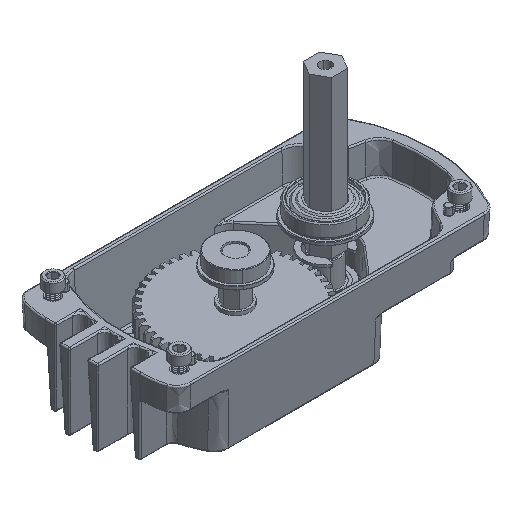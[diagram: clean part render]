
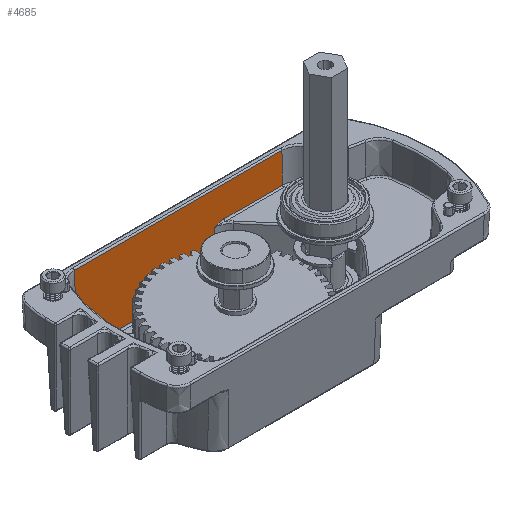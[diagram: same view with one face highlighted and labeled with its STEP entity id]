
A CAD part, isometric view. The second image highlights one B-rep face of the part: STEP entity #4685.
In plain terms, the highlighted face is planar.
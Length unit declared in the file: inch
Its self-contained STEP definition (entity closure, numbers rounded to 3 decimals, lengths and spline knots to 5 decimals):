
#151 = CARTESIAN_POINT ( 'NONE',  ( 1.30492, -0.60779, -1.29087 ) ) ;
#555 = VERTEX_POINT ( 'NONE', #11617 ) ;
#770 = VERTEX_POINT ( 'NONE', #3623 ) ;
#783 = EDGE_CURVE ( 'NONE', #14305, #29225, #36593, .T. ) ;
#2573 = CARTESIAN_POINT ( 'NONE',  ( 1.32418, 1.50626, -0.73927 ) ) ;
#3249 = ORIENTED_EDGE ( 'NONE', *, *, #7435, .T. ) ;
#3393 = CARTESIAN_POINT ( 'NONE',  ( 1.31787, 1.50213, -0.92007 ) ) ;
#3623 = CARTESIAN_POINT ( 'NONE',  ( 1.33094, -1.12611, -0.54587 ) ) ;
#4104 = CARTESIAN_POINT ( 'NONE',  ( 1.33054, -1.05305, -0.55724 ) ) ;
#4548 = ORIENTED_EDGE ( 'NONE', *, *, #46401, .T. ) ;
#4605 = VECTOR ( 'NONE', #61944, 39.37008 ) ;
#4620 = DIRECTION ( 'NONE',  ( 0., -1., 0. ) ) ;
#4685 = ADVANCED_FACE ( 'NONE', ( #33874 ), #40557, .T. ) ;
#4976 = CARTESIAN_POINT ( 'NONE',  ( 1.32925, -0.95571, -0.59413 ) ) ;
#5137 = VERTEX_POINT ( 'NONE', #25232 ) ;
#5312 = CARTESIAN_POINT ( 'NONE',  ( 1.33094, -1.12611, -0.54587 ) ) ;
#6337 = LINE ( 'NONE', #55680, #78208 ) ;
#6821 = ORIENTED_EDGE ( 'NONE', *, *, #66039, .T. ) ;
#7435 = EDGE_CURVE ( 'NONE', #555, #9954, #23887, .T. ) ;
#7622 = CARTESIAN_POINT ( 'NONE',  ( 1.31156, 1.00058, -1.10087 ) ) ;
#8035 = CARTESIAN_POINT ( 'NONE',  ( 1.31069, 0.92364, -1.12575 ) ) ;
#9954 = VERTEX_POINT ( 'NONE', #78934 ) ;
#10059 = CARTESIAN_POINT ( 'NONE',  ( 1.34294, 1.51847, -0.20224 ) ) ;
#10073 = LINE ( 'NONE', #80285, #25314 ) ;
#10487 = LINE ( 'NONE', #67333, #58364 ) ;
#11617 = CARTESIAN_POINT ( 'NONE',  ( 1.33094, -2.16742, -0.54587 ) ) ;
#12945 = CARTESIAN_POINT ( 'NONE',  ( 1.31156, -0.94758, -1.10087 ) ) ;
#14305 = VERTEX_POINT ( 'NONE', #12945 ) ;
#14716 = CARTESIAN_POINT ( 'NONE',  ( 1.31156, 0.99023, -1.10087 ) ) ;
#15882 = DIRECTION ( 'NONE',  ( 0.035, 0., 0.999 ) ) ;
#17173 = EDGE_CURVE ( 'NONE', #5137, #63954, #17178, .T. ) ;
#17178 = LINE ( 'NONE', #61492, #51280 ) ;
#17465 = CARTESIAN_POINT ( 'NONE',  ( 1.32966, -0.9831, -0.58246 ) ) ;
#19653 = ORIENTED_EDGE ( 'NONE', *, *, #17173, .T. ) ;
#20351 = CARTESIAN_POINT ( 'NONE',  ( 1.31156, -0.71774, -1.10087 ) ) ;
#21135 = B_SPLINE_CURVE_WITH_KNOTS ( 'NONE', 3,
 ( #34742, #10059, #22195, #66098, #2573, #3393, #79040 ),
 .UNSPECIFIED., .F., .F.,
 ( 4, 3, 4 ),
 ( 0.00061, 0.0142, 0.02799 ),
 .UNSPECIFIED. ) ;
#21554 = CARTESIAN_POINT ( 'NONE',  ( 1.30987, 0.89011, -1.14913 ) ) ;
#21565 = CARTESIAN_POINT ( 'NONE',  ( 1.31028, -0.63441, -1.13738 ) ) ;
#22195 = CARTESIAN_POINT ( 'NONE',  ( 1.33672, 1.51443, -0.38036 ) ) ;
#23200 = LINE ( 'NONE', #34942, #81182 ) ;
#23627 = CARTESIAN_POINT ( 'NONE',  ( 1.34916, 1.5225, -0.02413 ) ) ;
#23887 = LINE ( 'NONE', #62777, #4605 ) ;
#25232 = CARTESIAN_POINT ( 'NONE',  ( 1.30492, 0.87803, -1.29087 ) ) ;
#25314 = VECTOR ( 'NONE', #36801, 39.37008 ) ;
#28158 = LINE ( 'NONE', #40290, #81913 ) ;
#29225 = VERTEX_POINT ( 'NONE', #4976 ) ;
#30401 = CARTESIAN_POINT ( 'NONE',  ( 1.33006, -1.01055, -0.57089 ) ) ;
#31728 = CARTESIAN_POINT ( 'NONE',  ( 1.31156, -0.72809, -1.10087 ) ) ;
#33538 = CARTESIAN_POINT ( 'NONE',  ( 1.31028, 0.90681, -1.13739 ) ) ;
#33541 = EDGE_CURVE ( 'NONE', #34175, #77632, #21135, .T. ) ;
#33874 = FACE_OUTER_BOUND ( 'NONE', #58022, .T. ) ;
#34049 = ORIENTED_EDGE ( 'NONE', *, *, #33541, .T. ) ;
#34175 = VERTEX_POINT ( 'NONE', #23627 ) ;
#34401 = VERTEX_POINT ( 'NONE', #54486 ) ;
#34504 = CARTESIAN_POINT ( 'NONE',  ( 1.30987, -0.61772, -1.14913 ) ) ;
#34693 = CARTESIAN_POINT ( 'NONE',  ( 1.35, -0.82631, 0. ) ) ;
#34742 = CARTESIAN_POINT ( 'NONE',  ( 1.34916, 1.5225, -0.02413 ) ) ;
#34942 = CARTESIAN_POINT ( 'NONE',  ( 1.35031, -0.69881, 0.00892 ) ) ;
#35594 = B_SPLINE_CURVE_WITH_KNOTS ( 'NONE', 3,
 ( #34504, #21565, #40774, #66272, #59608, #52894, #20351, #58796 ),
 .UNSPECIFIED., .F., .F.,
 ( 4, 2, 2, 4 ),
 ( -0.00001, 0.00155, 0.00232, 0.0031 ),
 .UNSPECIFIED. ) ;
#36191 = DIRECTION ( 'NONE',  ( 0.035, -0.016, 0.999 ) ) ;
#36593 = LINE ( 'NONE', #49959, #79160 ) ;
#36801 = DIRECTION ( 'NONE',  ( -0.035, -0.085, -0.996 ) ) ;
#36824 = ORIENTED_EDGE ( 'NONE', *, *, #37829, .T. ) ;
#37829 = EDGE_CURVE ( 'NONE', #770, #555, #40919, .T. ) ;
#38597 = EDGE_CURVE ( 'NONE', #76965, #5137, #10073, .T. ) ;
#40290 = CARTESIAN_POINT ( 'NONE',  ( 1.34916, -0.82631, -0.02413 ) ) ;
#40544 = B_SPLINE_CURVE_WITH_KNOTS ( 'NONE', 3,
 ( #7622, #14716, #46082, #71533, #65307, #8035, #33538, #59058 ),
 .UNSPECIFIED., .F., .F.,
 ( 4, 2, 2, 4 ),
 ( 0., 0.00078, 0.00156, 0.00311 ),
 .UNSPECIFIED. ) ;
#40557 = PLANE ( 'NONE',  #78480 ) ;
#40774 = CARTESIAN_POINT ( 'NONE',  ( 1.31069, -0.65121, -1.12574 ) ) ;
#40919 = LINE ( 'NONE', #78948, #70651 ) ;
#43080 = DIRECTION ( 'NONE',  ( 0., -1., 0. ) ) ;
#43358 = CARTESIAN_POINT ( 'NONE',  ( 1.33068, -1.06742, -0.55332 ) ) ;
#45092 = ORIENTED_EDGE ( 'NONE', *, *, #65219, .T. ) ;
#46082 = CARTESIAN_POINT ( 'NONE',  ( 1.3115, 0.98016, -1.10256 ) ) ;
#46401 = EDGE_CURVE ( 'NONE', #9954, #34175, #28158, .T. ) ;
#47982 = ORIENTED_EDGE ( 'NONE', *, *, #54603, .T. ) ;
#49212 = CARTESIAN_POINT ( 'NONE',  ( 1.31156, 1.49799, -1.10087 ) ) ;
#49959 = CARTESIAN_POINT ( 'NONE',  ( 1.33017, -0.95614, -0.56779 ) ) ;
#51280 = VECTOR ( 'NONE', #43080, 39.37008 ) ;
#52536 = ORIENTED_EDGE ( 'NONE', *, *, #64174, .T. ) ;
#52894 = CARTESIAN_POINT ( 'NONE',  ( 1.3115, -0.70768, -1.10256 ) ) ;
#53637 = DIRECTION ( 'NONE',  ( 0., 1., 0. ) ) ;
#54486 = CARTESIAN_POINT ( 'NONE',  ( 1.30987, -0.61772, -1.14913 ) ) ;
#54603 = EDGE_CURVE ( 'NONE', #77632, #69948, #6337, .T. ) ;
#55680 = CARTESIAN_POINT ( 'NONE',  ( 1.31156, -0.82631, -1.10087 ) ) ;
#58022 = EDGE_LOOP ( 'NONE', ( #58423, #45092, #61687, #60963, #6821, #36824, #3249, #4548, #34049, #47982, #52536, #58212, #19653 ) ) ;
#58212 = ORIENTED_EDGE ( 'NONE', *, *, #38597, .T. ) ;
#58364 = VECTOR ( 'NONE', #4620, 39.37008 ) ;
#58423 = ORIENTED_EDGE ( 'NONE', *, *, #62384, .T. ) ;
#58512 = EDGE_CURVE ( 'NONE', #67793, #14305, #10487, .T. ) ;
#58796 = CARTESIAN_POINT ( 'NONE',  ( 1.31156, -0.72809, -1.10087 ) ) ;
#59058 = CARTESIAN_POINT ( 'NONE',  ( 1.30987, 0.89011, -1.14913 ) ) ;
#59389 = DIRECTION ( 'NONE',  ( -0.999, 0., 0.035 ) ) ;
#59608 = CARTESIAN_POINT ( 'NONE',  ( 1.3113, -0.68796, -1.10819 ) ) ;
#60963 = ORIENTED_EDGE ( 'NONE', *, *, #783, .T. ) ;
#61492 = CARTESIAN_POINT ( 'NONE',  ( 1.30492, -0.6061, -1.29087 ) ) ;
#61687 = ORIENTED_EDGE ( 'NONE', *, *, #58512, .T. ) ;
#61944 = DIRECTION ( 'NONE',  ( 0.035, -0.02, 0.999 ) ) ;
#62384 = EDGE_CURVE ( 'NONE', #63954, #34401, #23200, .T. ) ;
#62591 = CARTESIAN_POINT ( 'NONE',  ( 1.33094, -1.11112, -0.54587 ) ) ;
#62777 = CARTESIAN_POINT ( 'NONE',  ( 1.35012, -2.17859, 0.00354 ) ) ;
#63954 = VERTEX_POINT ( 'NONE', #151 ) ;
#64174 = EDGE_CURVE ( 'NONE', #69948, #76965, #40544, .T. ) ;
#64488 = B_SPLINE_CURVE_WITH_KNOTS ( 'NONE', 3,
 ( #74701, #17465, #30401, #4104, #43358, #68828, #62591, #5312 ),
 .UNSPECIFIED., .F., .F.,
 ( 4, 2, 2, 4 ),
 ( -0.00002, 0.00225, 0.00339, 0.00452 ),
 .UNSPECIFIED. ) ;
#65219 = EDGE_CURVE ( 'NONE', #34401, #67793, #35594, .T. ) ;
#65307 = CARTESIAN_POINT ( 'NONE',  ( 1.31116, 0.9509, -1.11213 ) ) ;
#66039 = EDGE_CURVE ( 'NONE', #29225, #770, #64488, .T. ) ;
#66098 = CARTESIAN_POINT ( 'NONE',  ( 1.3305, 1.51037, -0.55847 ) ) ;
#66272 = CARTESIAN_POINT ( 'NONE',  ( 1.31116, -0.67845, -1.11212 ) ) ;
#66722 = CARTESIAN_POINT ( 'NONE',  ( 1.31156, 1.00058, -1.10087 ) ) ;
#67333 = CARTESIAN_POINT ( 'NONE',  ( 1.31156, -0.82631, -1.10087 ) ) ;
#67793 = VERTEX_POINT ( 'NONE', #31728 ) ;
#68828 = CARTESIAN_POINT ( 'NONE',  ( 1.33088, -1.09644, -0.54766 ) ) ;
#69948 = VERTEX_POINT ( 'NONE', #66722 ) ;
#70651 = VECTOR ( 'NONE', #72642, 39.37008 ) ;
#71533 = CARTESIAN_POINT ( 'NONE',  ( 1.3113, 0.96042, -1.10819 ) ) ;
#72642 = DIRECTION ( 'NONE',  ( 0., -1., 0. ) ) ;
#74701 = CARTESIAN_POINT ( 'NONE',  ( 1.32925, -0.95571, -0.59413 ) ) ;
#76965 = VERTEX_POINT ( 'NONE', #21554 ) ;
#77632 = VERTEX_POINT ( 'NONE', #49212 ) ;
#78208 = VECTOR ( 'NONE', #81149, 39.37008 ) ;
#78480 = AXIS2_PLACEMENT_3D ( 'NONE', #34693, #59389, #15882 ) ;
#78934 = CARTESIAN_POINT ( 'NONE',  ( 1.34916, -2.17803, -0.02413 ) ) ;
#78948 = CARTESIAN_POINT ( 'NONE',  ( 1.33094, -0.82631, -0.54587 ) ) ;
#79040 = CARTESIAN_POINT ( 'NONE',  ( 1.31156, 1.49799, -1.10087 ) ) ;
#79160 = VECTOR ( 'NONE', #36191, 39.37008 ) ;
#79235 = DIRECTION ( 'NONE',  ( 0.035, -0.07, 0.997 ) ) ;
#80285 = CARTESIAN_POINT ( 'NONE',  ( 1.30498, 0.87817, -1.28924 ) ) ;
#81149 = DIRECTION ( 'NONE',  ( 0., -1., 0. ) ) ;
#81182 = VECTOR ( 'NONE', #79235, 39.37008 ) ;
#81913 = VECTOR ( 'NONE', #53637, 39.37008 ) ;
